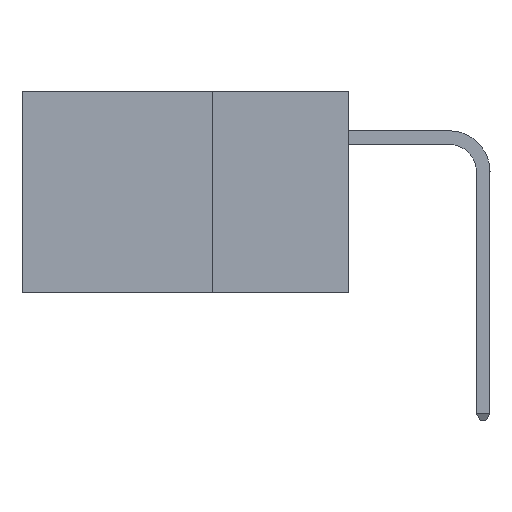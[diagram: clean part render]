
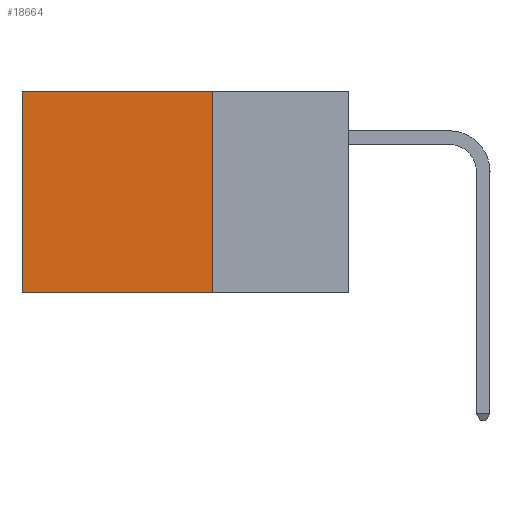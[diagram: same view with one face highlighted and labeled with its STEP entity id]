
A CAD part, left-side view. The second image highlights one B-rep face of the part: STEP entity #18664.
In plain terms, the highlighted planar face has unit normal (-1, 0, 0).
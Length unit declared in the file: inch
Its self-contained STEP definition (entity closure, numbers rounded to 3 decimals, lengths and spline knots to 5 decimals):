
#126 = VERTEX_POINT ( 'NONE', #16242 ) ;
#159 = VERTEX_POINT ( 'NONE', #5086 ) ;
#811 = AXIS2_PLACEMENT_3D ( 'NONE', #12303, #18763, #10808 ) ;
#918 = CARTESIAN_POINT ( 'NONE',  ( 0.2875, 0.25, 0. ) ) ;
#1970 = LINE ( 'NONE', #8884, #7701 ) ;
#2550 = ORIENTED_EDGE ( 'NONE', *, *, #3724, .T. ) ;
#2586 = VERTEX_POINT ( 'NONE', #9585 ) ;
#3724 = EDGE_CURVE ( 'NONE', #19079, #126, #17482, .T. ) ;
#4024 = DIRECTION ( 'NONE',  ( 0., 0., -1. ) ) ;
#4384 = CARTESIAN_POINT ( 'NONE',  ( 0.2875, 0.6, 0. ) ) ;
#4607 = DIRECTION ( 'NONE',  ( 0., 0., -1. ) ) ;
#5086 = CARTESIAN_POINT ( 'NONE',  ( 0.2875, 0.6, -0.37 ) ) ;
#6500 = DIRECTION ( 'NONE',  ( 0., 1., 0. ) ) ;
#6732 = ORIENTED_EDGE ( 'NONE', *, *, #17314, .F. ) ;
#7106 = VECTOR ( 'NONE', #4024, 39.37008 ) ;
#7701 = VECTOR ( 'NONE', #9078, 39.37008 ) ;
#7799 = VECTOR ( 'NONE', #4607, 39.37008 ) ;
#8127 = LINE ( 'NONE', #918, #7106 ) ;
#8884 = CARTESIAN_POINT ( 'NONE',  ( 0.2875, 0.25, -0.37 ) ) ;
#9078 = DIRECTION ( 'NONE',  ( 0., 1., 0. ) ) ;
#9323 = VECTOR ( 'NONE', #6500, 39.37008 ) ;
#9585 = CARTESIAN_POINT ( 'NONE',  ( 0.2875, 0.25, -0.37 ) ) ;
#10808 = DIRECTION ( 'NONE',  ( 0., 0., -1. ) ) ;
#11501 = EDGE_CURVE ( 'NONE', #2586, #159, #1970, .T. ) ;
#12303 = CARTESIAN_POINT ( 'NONE',  ( 0.2875, 0.25, 0. ) ) ;
#12792 = EDGE_LOOP ( 'NONE', ( #13690, #18908, #6732, #2550 ) ) ;
#13690 = ORIENTED_EDGE ( 'NONE', *, *, #19617, .T. ) ;
#13887 = CARTESIAN_POINT ( 'NONE',  ( 0.2875, 0.25, 0. ) ) ;
#15615 = PLANE ( 'NONE',  #811 ) ;
#16242 = CARTESIAN_POINT ( 'NONE',  ( 0.2875, 0.6, 0. ) ) ;
#17314 = EDGE_CURVE ( 'NONE', #19079, #2586, #8127, .T. ) ;
#17482 = LINE ( 'NONE', #17505, #9323 ) ;
#17505 = CARTESIAN_POINT ( 'NONE',  ( 0.2875, 0.25, 0. ) ) ;
#17941 = LINE ( 'NONE', #4384, #7799 ) ;
#18664 = ADVANCED_FACE ( 'NONE', ( #18735 ), #15615, .F. ) ;
#18735 = FACE_OUTER_BOUND ( 'NONE', #12792, .T. ) ;
#18763 = DIRECTION ( 'NONE',  ( 1., 0., 0. ) ) ;
#18908 = ORIENTED_EDGE ( 'NONE', *, *, #11501, .F. ) ;
#19079 = VERTEX_POINT ( 'NONE', #13887 ) ;
#19617 = EDGE_CURVE ( 'NONE', #126, #159, #17941, .T. ) ;
